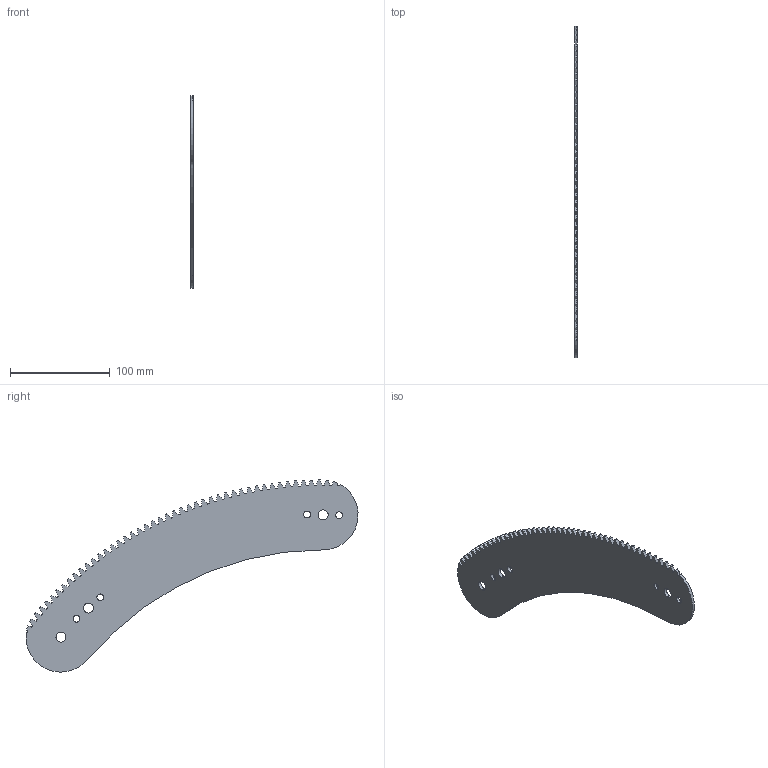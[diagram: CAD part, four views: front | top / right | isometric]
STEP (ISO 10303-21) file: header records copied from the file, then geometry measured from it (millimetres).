
FILE_DESCRIPTION (( 'STEP AP214' ), '1' );
FILE_NAME ('CurvedRack_draft3.STEP', '2025-01-30T13:38:51', ( '' ), ( '' ), 'SwSTEP 2.0', 'SolidWorks 2024', '' );
FILE_SCHEMA (( 'AUTOMOTIVE_DESIGN' ));
Length unit declared in the file: millimetre
Products named in the file (1): CurvedRack_draft3
Bounding box: 3 x 332.23 x 192.33 mm (x, y, z)
Volume: 70132.3 mm3; surface area: 50800.1 mm2
Topology: 1 solids, 1 shells, 208 faces, 618 edges, 412 vertices
Faces by surface type: cylinder 206, plane 2
Entity records: 7285 total; most frequent: DIRECTION 1448, CARTESIAN_POINT 1239, ORIENTED_EDGE 1236, AXIS2_PLACEMENT_3D 621, EDGE_CURVE 618, VERTEX_POINT 412, CIRCLE 412, EDGE_LOOP 222
